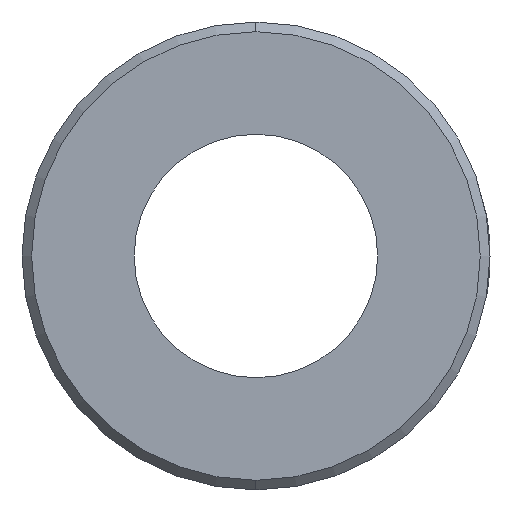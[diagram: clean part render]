
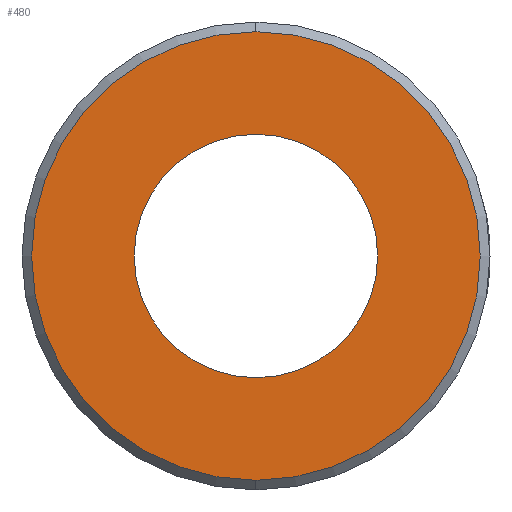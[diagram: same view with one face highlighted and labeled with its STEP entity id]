
A CAD part, front view. The second image highlights one B-rep face of the part: STEP entity #480.
In plain terms, the highlighted planar face has unit normal (0, -1, 0).
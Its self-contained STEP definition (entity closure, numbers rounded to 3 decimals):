
#51 = CARTESIAN_POINT ( 'NONE',  ( 0., -8.5, 23.491 ) ) ;
#61 = EDGE_LOOP ( 'NONE', ( #394, #2285 ) ) ;
#97 = EDGE_CURVE ( 'NONE', #2207, #1612, #1882, .T. ) ;
#180 = AXIS2_PLACEMENT_3D ( 'NONE', #922, #1857, #2010 ) ;
#209 = CARTESIAN_POINT ( 'NONE',  ( 0., -8.5, 0. ) ) ;
#305 = DIRECTION ( 'NONE',  ( 0., 1., 0. ) ) ;
#310 = CARTESIAN_POINT ( 'NONE',  ( 0., -8.5, -23.491 ) ) ;
#314 = EDGE_CURVE ( 'NONE', #1612, #2207, #1009, .T. ) ;
#325 = PLANE ( 'NONE',  #534 ) ;
#327 = ORIENTED_EDGE ( 'NONE', *, *, #97, .T. ) ;
#394 = ORIENTED_EDGE ( 'NONE', *, *, #1188, .T. ) ;
#480 = ADVANCED_FACE ( 'NONE', ( #519, #872 ), #325, .F. ) ;
#519 = FACE_OUTER_BOUND ( 'NONE', #61, .T. ) ;
#534 = AXIS2_PLACEMENT_3D ( 'NONE', #1245, #305, #1637 ) ;
#610 = CIRCLE ( 'NONE', #2166, 23.491 ) ;
#723 = AXIS2_PLACEMENT_3D ( 'NONE', #1181, #1737, #1940 ) ;
#809 = AXIS2_PLACEMENT_3D ( 'NONE', #209, #1157, #1504 ) ;
#868 = CARTESIAN_POINT ( 'NONE',  ( 0., -8.5, -12.75 ) ) ;
#872 = FACE_BOUND ( 'NONE', #1229, .T. ) ;
#922 = CARTESIAN_POINT ( 'NONE',  ( 0., -8.5, 0. ) ) ;
#1009 = CIRCLE ( 'NONE', #723, 12.75 ) ;
#1084 = VERTEX_POINT ( 'NONE', #51 ) ;
#1157 = DIRECTION ( 'NONE',  ( 0., 1., 0. ) ) ;
#1181 = CARTESIAN_POINT ( 'NONE',  ( 0., -8.5, 0. ) ) ;
#1188 = EDGE_CURVE ( 'NONE', #1084, #2308, #1328, .T. ) ;
#1229 = EDGE_LOOP ( 'NONE', ( #1359, #327 ) ) ;
#1245 = CARTESIAN_POINT ( 'NONE',  ( 0., -8.5, 0. ) ) ;
#1328 = CIRCLE ( 'NONE', #180, 23.491 ) ;
#1359 = ORIENTED_EDGE ( 'NONE', *, *, #314, .T. ) ;
#1370 = DIRECTION ( 'NONE',  ( 0., 0., 1. ) ) ;
#1385 = DIRECTION ( 'NONE',  ( 0., -1., 0. ) ) ;
#1504 = DIRECTION ( 'NONE',  ( 0., 0., 1. ) ) ;
#1612 = VERTEX_POINT ( 'NONE', #2028 ) ;
#1637 = DIRECTION ( 'NONE',  ( 0., 0., 1. ) ) ;
#1737 = DIRECTION ( 'NONE',  ( 0., 1., 0. ) ) ;
#1753 = CARTESIAN_POINT ( 'NONE',  ( 0., -8.5, 0. ) ) ;
#1857 = DIRECTION ( 'NONE',  ( 0., -1., 0. ) ) ;
#1882 = CIRCLE ( 'NONE', #809, 12.75 ) ;
#1940 = DIRECTION ( 'NONE',  ( 0., 0., 1. ) ) ;
#2010 = DIRECTION ( 'NONE',  ( 0., 0., 1. ) ) ;
#2028 = CARTESIAN_POINT ( 'NONE',  ( 0., -8.5, 12.75 ) ) ;
#2166 = AXIS2_PLACEMENT_3D ( 'NONE', #1753, #1385, #1370 ) ;
#2207 = VERTEX_POINT ( 'NONE', #868 ) ;
#2257 = EDGE_CURVE ( 'NONE', #2308, #1084, #610, .T. ) ;
#2285 = ORIENTED_EDGE ( 'NONE', *, *, #2257, .T. ) ;
#2308 = VERTEX_POINT ( 'NONE', #310 ) ;
